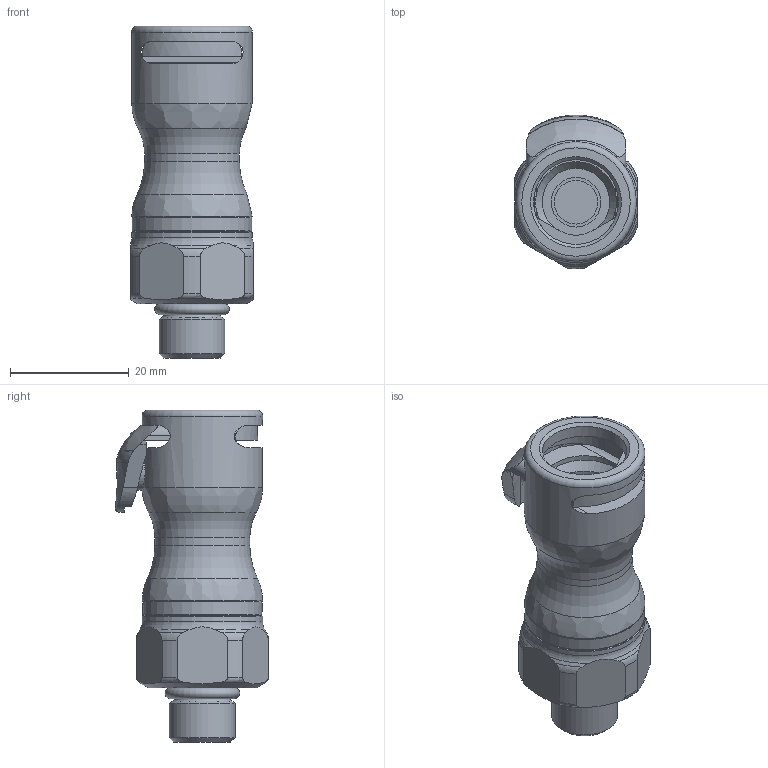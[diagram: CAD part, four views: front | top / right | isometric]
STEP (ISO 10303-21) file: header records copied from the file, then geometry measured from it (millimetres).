
FILE_DESCRIPTION( ( 'STEP AP214' ), '1' );
FILE_NAME( 'LQ4D30004BLU.stp', '2019-07-19T11:21:30', ( '' ), ( '' ), ' ', 'PARTsolutions', ' ' );
FILE_SCHEMA( ( 'AUTOMOTIVE_DESIGN { 1 0 10303 214 1 1 1 1 }' ) );
Length unit declared in the file: inch
Products named in the file (3): LQ4D30004BLU; _LQ4D30004BLU-CUST_body; _LQ4D30004BLU-CUST_latch
Assembly tree (2 placements, depth 2):
  LQ4D30004BLU
    _LQ4D30004BLU-CUST_body
    _LQ4D30004BLU-CUST_latch
Bounding box: 20.65 x 25.83 x 56.01 mm (x, y, z)
Volume: 12967.8 mm3; surface area: 5846.9 mm2
Topology: 2 solids, 4 shells, 138 faces, 360 edges, 232 vertices
Faces by surface type: plane 49, cylinder 41, torus 28, cone 17, bspline 3
Full cylindrical faces by diameter (mm): 6.223 x1, 6.35 x1, 7.366 x1, 8.382 x1, 9.449 x1, 11.112 x1, 11.379 x1, 13.665 x1, 14.3 x1, 16.002 x1, 18.166 x2, 20.32 x2
Entity records: 5858 total; most frequent: CARTESIAN_POINT 1551, ORIENTED_EDGE 638, DIRECTION 627, EDGE_CURVE 319, AXIS2_PLACEMENT_3D 266, VERTEX_POINT 230, EDGE_LOOP 185, FACE_OUTER_BOUND 165
